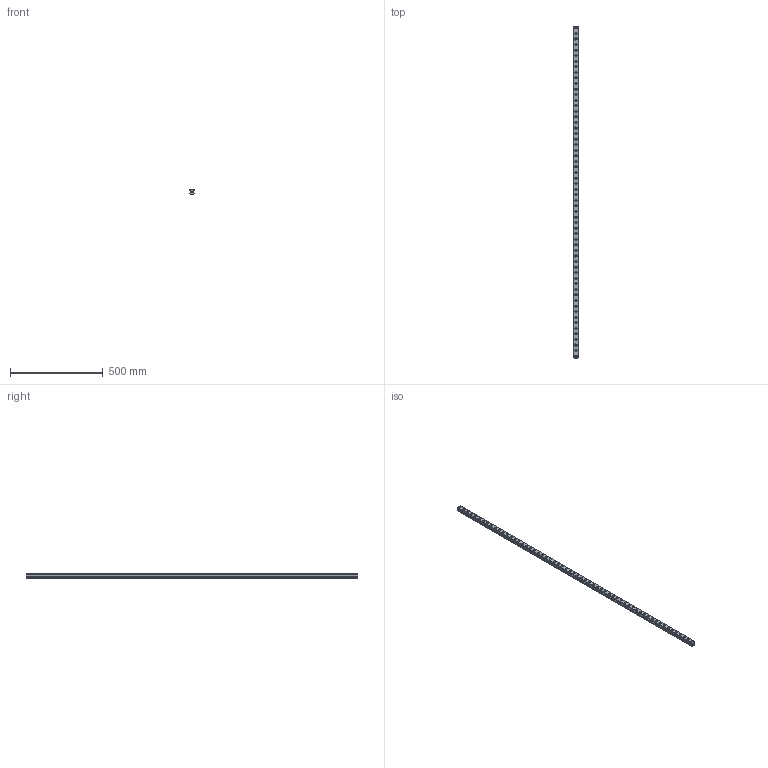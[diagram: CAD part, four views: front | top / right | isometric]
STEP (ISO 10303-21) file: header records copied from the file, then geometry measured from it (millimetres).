
FILE_DESCRIPTION(('STEP AP214'),'1');
FILE_NAME('cctmp_C2954CA0-F03D-4666-A3D7-12623E324F9B_2021_03_10_11_51_49_0631..stp','2021-03-10T10:51:50',('HIWIN GmbH'),('CADClick - www.CADClick.com'),'Spatial InterOp 3D',' ','unknown authorization');
FILE_SCHEMA(('AUTOMOTIVE_DESIGN'));
Length unit declared in the file: millimetre
Products named in the file (1): RGR25R1790H_FILE
Bounding box: 23 x 1790 x 23.6 mm (x, y, z)
Volume: 717378.6 mm3; surface area: 222721.3 mm2
Topology: 1 solids, 1 shells, 657 faces, 1413 edges, 942 vertices
Faces by surface type: cylinder 378, plane 279
Entity records: 23443 total; most frequent: DIRECTION 3485, CARTESIAN_POINT 3013, ORIENTED_EDGE 2826, AXIS2_PLACEMENT_3D 1414, EDGE_CURVE 1413, VERTEX_POINT 942, EDGE_LOOP 841, CIRCLE 756
